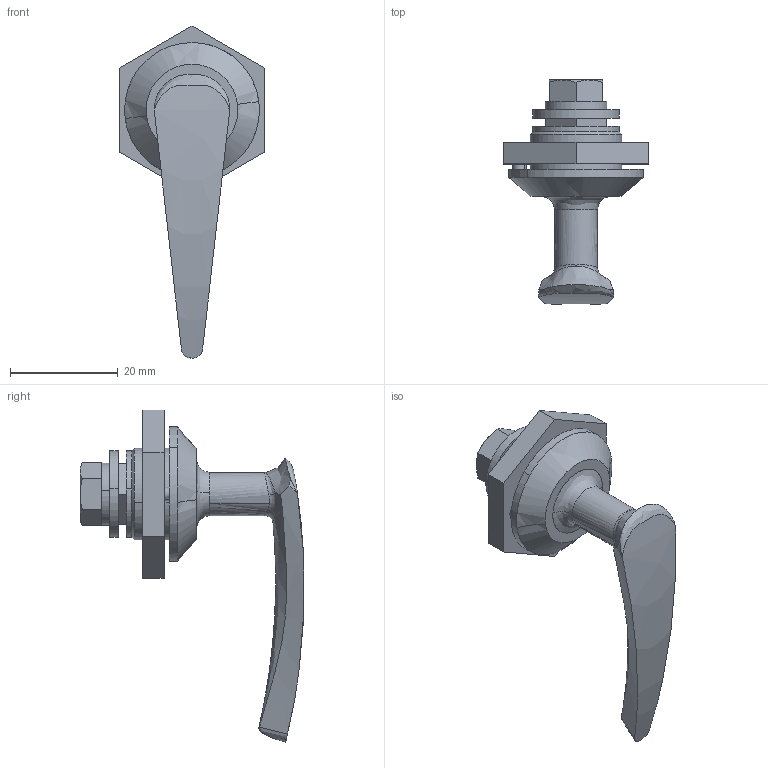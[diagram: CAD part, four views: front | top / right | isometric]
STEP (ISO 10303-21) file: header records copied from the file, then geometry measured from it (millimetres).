
FILE_DESCRIPTION((''),'2;1');
FILE_NAME('','2005-10-07T12:12:09',(''),(''),'','CADfix','');
FILE_SCHEMA(('AUTOMOTIVE_DESIGN'));
Length unit declared in the file: millimetre
Products named in the file (8): washer_C; washer_B; washer_A; nut; handle; bolt; base; THA_165_3_32302_36
Assembly tree (7 placements, depth 2):
  THA_165_3_32302_36
    washer_C
    washer_B
    washer_A
    nut
    handle
    bolt
    base
Bounding box: 27 x 41.55 x 61.59 mm (x, y, z)
Volume: 8350.1 mm3; surface area: 7081 mm2
Topology: 7 solids, 7 shells, 121 faces, 363 edges, 259 vertices
Faces by surface type: bspline 121
Entity records: 6059 total; most frequent: CARTESIAN_POINT 3828, ORIENTED_EDGE 720, EDGE_CURVE 360, VERTEX_POINT 259, QUASI_UNIFORM_CURVE 154, EDGE_LOOP 137, FACE_OUTER_BOUND 121, ADVANCED_FACE 121
